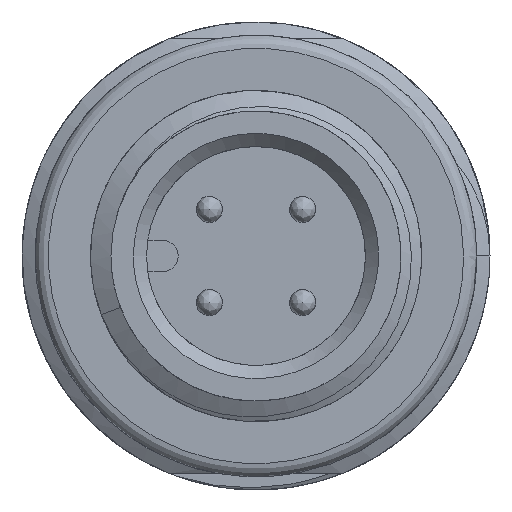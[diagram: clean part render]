
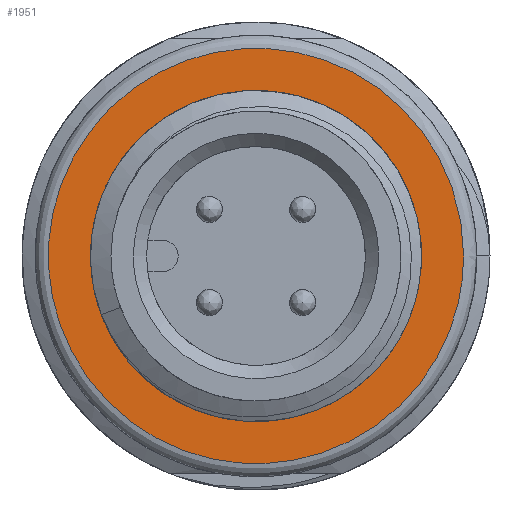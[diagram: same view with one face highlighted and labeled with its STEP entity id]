
A CAD part, front view. The second image highlights one B-rep face of the part: STEP entity #1951.
In plain terms, the highlighted free-form (B-spline) face has degree [1, 1] with [2, 2] control points.
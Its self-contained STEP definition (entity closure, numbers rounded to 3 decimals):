
#183=CARTESIAN_POINT('',(-5.5,0.,0.));
#184=VERTEX_POINT('',#183);
#314=CARTESIAN_POINT('',(-5.5,0.,0.));
#315=CARTESIAN_POINT('',(-5.5,0.,-9.526));
#316=CARTESIAN_POINT('',(2.75,0.,-4.763));
#317=CARTESIAN_POINT('',(11.,0.,0.));
#318=CARTESIAN_POINT('',(2.75,0.,4.763));
#319=CARTESIAN_POINT('',(-5.5,0.,9.526));
#320=CARTESIAN_POINT('',(-5.5,0.,0.));
#321=(BOUNDED_CURVE()B_SPLINE_CURVE(2,(#314,#315,#316,#317,#318,#319,#320),.CIRCULAR_ARC.,.T.,.U.)B_SPLINE_CURVE_WITH_KNOTS((3,2,2,3),(0.,0.333,0.667,1.),.UNSPECIFIED.)CURVE()GEOMETRIC_REPRESENTATION_ITEM()RATIONAL_B_SPLINE_CURVE((1.,0.5,1.,0.5,1.,0.5,1.))REPRESENTATION_ITEM(''));
#322=EDGE_CURVE('',#184,#184,#321,.T.);
#1927=CARTESIAN_POINT('',(-18.201,0.,-15.957));
#1928=CARTESIAN_POINT('',(-18.201,0.,15.957));
#1929=CARTESIAN_POINT('',(13.712,0.,-15.957));
#1930=CARTESIAN_POINT('',(13.712,0.,15.957));
#1931=B_SPLINE_SURFACE_WITH_KNOTS('',1,1,((#1927,#1928),(#1929,#1930)),.PLANE_SURF.,.F.,.F.,.U.,(2,2),(2,2),(0.,1.),(0.,1.),.UNSPECIFIED.);
#1932=CARTESIAN_POINT('',(7.875,0.,0.));
#1933=VERTEX_POINT('',#1932);
#1934=CARTESIAN_POINT('',(7.875,0.,0.));
#1935=CARTESIAN_POINT('',(7.875,0.,7.875));
#1936=CARTESIAN_POINT('',(0.,0.,7.875));
#1937=CARTESIAN_POINT('',(-7.875,0.,7.875));
#1938=CARTESIAN_POINT('',(-7.875,0.,0.));
#1939=CARTESIAN_POINT('',(-7.875,0.,-7.875));
#1940=CARTESIAN_POINT('',(0.,0.,-7.875));
#1941=CARTESIAN_POINT('',(7.875,0.,-7.875));
#1942=CARTESIAN_POINT('',(7.875,0.,0.));
#1943=(BOUNDED_CURVE()B_SPLINE_CURVE(2,(#1934,#1935,#1936,#1937,#1938,#1939,#1940,#1941,#1942),.CIRCULAR_ARC.,.T.,.U.)B_SPLINE_CURVE_WITH_KNOTS((3,2,2,2,3),(0.,0.25,0.5,0.75,1.),.UNSPECIFIED.)CURVE()GEOMETRIC_REPRESENTATION_ITEM()RATIONAL_B_SPLINE_CURVE((1.,0.707,1.,0.707,1.,0.707,1.,0.707,1.))REPRESENTATION_ITEM(''));
#1944=EDGE_CURVE('',#1933,#1933,#1943,.T.);
#1945=ORIENTED_EDGE('',*,*,#1944,.T.);
#1946=EDGE_LOOP('',(#1945));
#1947=FACE_OUTER_BOUND('',#1946,.T.);
#1948=ORIENTED_EDGE('',*,*,#322,.F.);
#1949=EDGE_LOOP('',(#1948));
#1950=FACE_BOUND('',#1949,.T.);
#1951=ADVANCED_FACE('',(#1947,#1950),#1931,.T.);
